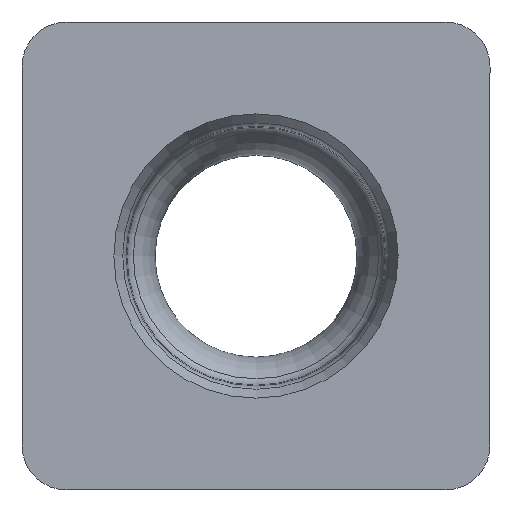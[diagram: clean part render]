
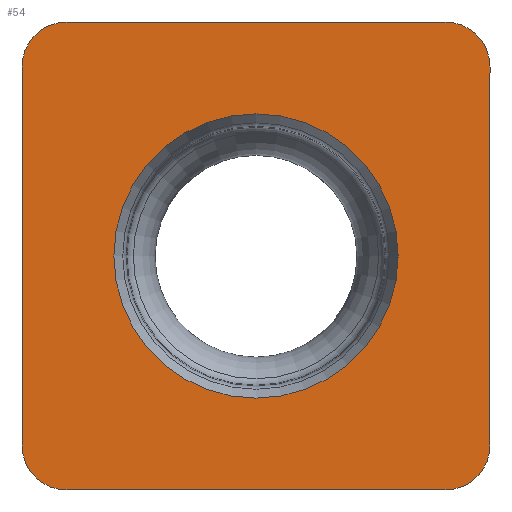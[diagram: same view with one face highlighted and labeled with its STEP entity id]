
A CAD part, top view. The second image highlights one B-rep face of the part: STEP entity #54.
In plain terms, the highlighted planar face has unit normal (0, 0, 1).
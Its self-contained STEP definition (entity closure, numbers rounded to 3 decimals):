
#54=ADVANCED_FACE('',(#84,#85),#70,.F.);
#70=PLANE('',#319);
#76=CIRCLE('',#318,1.549);
#84=FACE_BOUND('',#100,.T.);
#85=FACE_BOUND('',#101,.T.);
#100=EDGE_LOOP('',(#139,#140,#141,#142,#143,#144,#145,#146));
#101=EDGE_LOOP('',(#147));
#126=ELLIPSE('',#314,0.519,0.5);
#127=ELLIPSE('',#315,0.519,0.5);
#128=ELLIPSE('',#316,0.519,0.5);
#129=ELLIPSE('',#317,0.519,0.5);
#139=ORIENTED_EDGE('',*,*,#224,.F.);
#140=ORIENTED_EDGE('',*,*,#225,.T.);
#141=ORIENTED_EDGE('',*,*,#226,.F.);
#142=ORIENTED_EDGE('',*,*,#227,.T.);
#143=ORIENTED_EDGE('',*,*,#228,.F.);
#144=ORIENTED_EDGE('',*,*,#229,.T.);
#145=ORIENTED_EDGE('',*,*,#230,.F.);
#146=ORIENTED_EDGE('',*,*,#231,.T.);
#147=ORIENTED_EDGE('',*,*,#232,.F.);
#201=VERTEX_POINT('',#492);
#202=VERTEX_POINT('',#493);
#203=VERTEX_POINT('',#495);
#204=VERTEX_POINT('',#497);
#205=VERTEX_POINT('',#499);
#206=VERTEX_POINT('',#501);
#207=VERTEX_POINT('',#503);
#208=VERTEX_POINT('',#505);
#209=VERTEX_POINT('',#508);
#224=EDGE_CURVE('',#201,#202,#250,.T.);
#225=EDGE_CURVE('',#201,#203,#126,.T.);
#226=EDGE_CURVE('',#204,#203,#251,.T.);
#227=EDGE_CURVE('',#204,#205,#127,.T.);
#228=EDGE_CURVE('',#206,#205,#252,.T.);
#229=EDGE_CURVE('',#206,#207,#128,.T.);
#230=EDGE_CURVE('',#208,#207,#253,.T.);
#231=EDGE_CURVE('',#208,#202,#129,.T.);
#232=EDGE_CURVE('',#209,#209,#76,.T.);
#250=LINE('',#491,#266);
#251=LINE('',#496,#267);
#252=LINE('',#500,#268);
#253=LINE('',#504,#269);
#266=VECTOR('',#361,1.);
#267=VECTOR('',#364,1.);
#268=VECTOR('',#367,1.);
#269=VECTOR('',#370,1.);
#314=AXIS2_PLACEMENT_3D('',#494,#362,#363);
#315=AXIS2_PLACEMENT_3D('',#498,#365,#366);
#316=AXIS2_PLACEMENT_3D('',#502,#368,#369);
#317=AXIS2_PLACEMENT_3D('',#506,#371,#372);
#318=AXIS2_PLACEMENT_3D('',#507,#373,#374);
#319=AXIS2_PLACEMENT_3D('',#509,#375,#376);
#361=DIRECTION('',(1.,0.,0.));
#362=DIRECTION('',(0.,0.,1.));
#363=DIRECTION('',(-0.707,0.707,0.));
#364=DIRECTION('',(0.,1.,0.));
#365=DIRECTION('',(0.,0.,1.));
#366=DIRECTION('',(-0.707,-0.707,0.));
#367=DIRECTION('',(-1.,0.,0.));
#368=DIRECTION('',(0.,0.,1.));
#369=DIRECTION('',(0.707,-0.707,0.));
#370=DIRECTION('',(0.,-1.,0.));
#371=DIRECTION('',(0.,0.,1.));
#372=DIRECTION('',(0.707,0.707,0.));
#373=DIRECTION('',(0.,0.,1.));
#374=DIRECTION('',(-1.,0.,0.));
#375=DIRECTION('',(0.,0.,-1.));
#376=DIRECTION('',(-1.,0.,0.));
#491=CARTESIAN_POINT('',(2.55,2.55,0.));
#492=CARTESIAN_POINT('',(-2.059,2.55,0.));
#493=CARTESIAN_POINT('',(2.059,2.55,0.));
#494=CARTESIAN_POINT('',(-2.041,2.041,0.));
#495=CARTESIAN_POINT('',(-2.55,2.059,0.));
#496=CARTESIAN_POINT('',(-2.55,2.55,0.));
#497=CARTESIAN_POINT('',(-2.55,-2.059,0.));
#498=CARTESIAN_POINT('',(-2.041,-2.041,0.));
#499=CARTESIAN_POINT('',(-2.059,-2.55,0.));
#500=CARTESIAN_POINT('',(2.55,-2.55,0.));
#501=CARTESIAN_POINT('',(2.059,-2.55,0.));
#502=CARTESIAN_POINT('',(2.041,-2.041,0.));
#503=CARTESIAN_POINT('',(2.55,-2.059,0.));
#504=CARTESIAN_POINT('',(2.55,2.55,0.));
#505=CARTESIAN_POINT('',(2.55,2.059,0.));
#506=CARTESIAN_POINT('',(2.041,2.041,0.));
#507=CARTESIAN_POINT('',(0.,0.,0.));
#508=CARTESIAN_POINT('',(-1.549,0.,0.));
#509=CARTESIAN_POINT('',(0.,0.,0.));
